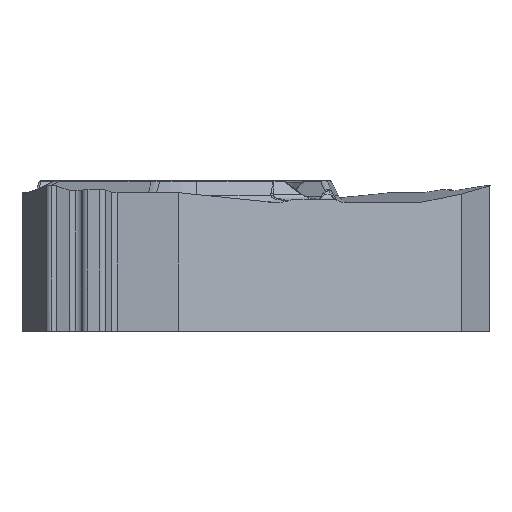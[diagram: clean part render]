
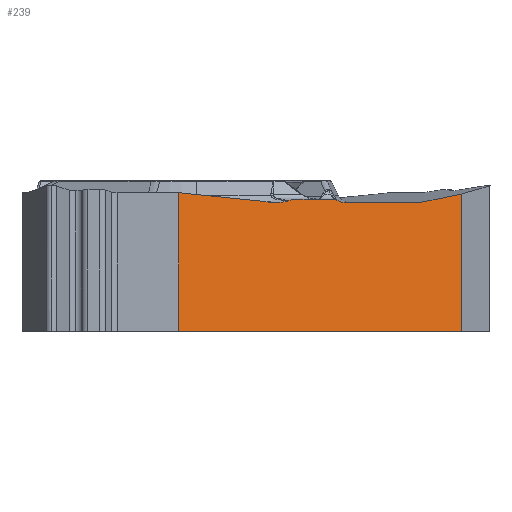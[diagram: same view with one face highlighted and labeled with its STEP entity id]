
A CAD part, front view. The second image highlights one B-rep face of the part: STEP entity #239.
In plain terms, the highlighted planar face has unit normal (0.5, -0.866, 0).
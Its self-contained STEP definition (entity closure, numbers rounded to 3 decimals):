
#239=ADVANCED_FACE('',(#523),#470,.F.);
#470=PLANE('',#3857);
#523=FACE_OUTER_BOUND('',#748,.T.);
#748=EDGE_LOOP('',(#1226,#1227,#1228,#1229,#1230,#1231,#1232,#1233,#1234,
#1235,#1236,#1237,#1238,#1239));
#991=ELLIPSE('',#3853,0.377,0.32);
#992=ELLIPSE('',#3854,0.177,0.15);
#993=ELLIPSE('',#3855,0.3,0.15);
#994=ELLIPSE('',#3856,0.64,0.32);
#1060=CIRCLE('',#3852,0.32);
#1226=ORIENTED_EDGE('',*,*,#2690,.T.);
#1227=ORIENTED_EDGE('',*,*,#2691,.T.);
#1228=ORIENTED_EDGE('',*,*,#2692,.T.);
#1229=ORIENTED_EDGE('',*,*,#2693,.F.);
#1230=ORIENTED_EDGE('',*,*,#2694,.T.);
#1231=ORIENTED_EDGE('',*,*,#2695,.T.);
#1232=ORIENTED_EDGE('',*,*,#2696,.T.);
#1233=ORIENTED_EDGE('',*,*,#2697,.F.);
#1234=ORIENTED_EDGE('',*,*,#2698,.F.);
#1235=ORIENTED_EDGE('',*,*,#2699,.F.);
#1236=ORIENTED_EDGE('',*,*,#2700,.F.);
#1237=ORIENTED_EDGE('',*,*,#2701,.T.);
#1238=ORIENTED_EDGE('',*,*,#2702,.T.);
#1239=ORIENTED_EDGE('',*,*,#2703,.F.);
#2352=VERTEX_POINT('',#5548);
#2353=VERTEX_POINT('',#5549);
#2354=VERTEX_POINT('',#5551);
#2355=VERTEX_POINT('',#5553);
#2356=VERTEX_POINT('',#5555);
#2357=VERTEX_POINT('',#5557);
#2358=VERTEX_POINT('',#5559);
#2359=VERTEX_POINT('',#5561);
#2360=VERTEX_POINT('',#5563);
#2361=VERTEX_POINT('',#5565);
#2362=VERTEX_POINT('',#5567);
#2363=VERTEX_POINT('',#5575);
#2364=VERTEX_POINT('',#5577);
#2365=VERTEX_POINT('',#5579);
#2690=EDGE_CURVE('',#2352,#2353,#3241,.T.);
#2691=EDGE_CURVE('',#2353,#2354,#3242,.T.);
#2692=EDGE_CURVE('',#2354,#2355,#3243,.T.);
#2693=EDGE_CURVE('',#2356,#2355,#3244,.T.);
#2694=EDGE_CURVE('',#2356,#2357,#1060,.T.);
#2695=EDGE_CURVE('',#2357,#2358,#3245,.T.);
#2696=EDGE_CURVE('',#2358,#2359,#991,.T.);
#2697=EDGE_CURVE('',#2360,#2359,#992,.T.);
#2698=EDGE_CURVE('',#2361,#2360,#3246,.T.);
#2699=EDGE_CURVE('',#2362,#2361,#993,.T.);
#2700=EDGE_CURVE('',#2363,#2362,#3691,.T.);
#2701=EDGE_CURVE('',#2363,#2364,#3247,.T.);
#2702=EDGE_CURVE('',#2364,#2365,#994,.T.);
#2703=EDGE_CURVE('',#2352,#2365,#3248,.T.);
#3241=LINE('',#5547,#3466);
#3242=LINE('',#5550,#3467);
#3243=LINE('',#5552,#3468);
#3244=LINE('',#5554,#3469);
#3245=LINE('',#5558,#3470);
#3246=LINE('',#5564,#3471);
#3247=LINE('',#5576,#3472);
#3248=LINE('',#5580,#3473);
#3466=VECTOR('',#4245,1.);
#3467=VECTOR('',#4246,1.);
#3468=VECTOR('',#4247,1.);
#3469=VECTOR('',#4248,1.);
#3470=VECTOR('',#4251,1.);
#3471=VECTOR('',#4256,1.);
#3472=VECTOR('',#4259,1.);
#3473=VECTOR('',#4262,1.);
#3691=B_SPLINE_CURVE_WITH_KNOTS('',3,(#5568,#5569,#5570,#5571,#5572,#5573,
#5574),.UNSPECIFIED.,.F.,.F.,(4,3,4),(0.,0.497,1.),
 .UNSPECIFIED.);
#3852=AXIS2_PLACEMENT_3D('',#5556,#4249,#4250);
#3853=AXIS2_PLACEMENT_3D('',#5560,#4252,#4253);
#3854=AXIS2_PLACEMENT_3D('',#5562,#4254,#4255);
#3855=AXIS2_PLACEMENT_3D('',#5566,#4257,#4258);
#3856=AXIS2_PLACEMENT_3D('',#5578,#4260,#4261);
#3857=AXIS2_PLACEMENT_3D('',#5581,#4263,#4264);
#4245=DIRECTION('',(0.,0.,-1.));
#4246=DIRECTION('',(0.866,0.5,0.));
#4247=DIRECTION('',(0.,0.,1.));
#4248=DIRECTION('',(0.853,0.492,0.174));
#4249=DIRECTION('',(-0.5,0.866,0.));
#4250=DIRECTION('',(-0.866,-0.5,0.));
#4251=DIRECTION('',(-0.866,-0.5,0.));
#4252=DIRECTION('',(-0.5,0.866,0.));
#4253=DIRECTION('',(-0.866,-0.5,0.));
#4254=DIRECTION('',(-0.5,0.866,0.));
#4255=DIRECTION('',(-0.866,-0.5,0.));
#4256=DIRECTION('',(0.866,0.5,0.));
#4257=DIRECTION('',(-0.5,0.866,0.));
#4258=DIRECTION('',(0.866,0.5,0.));
#4259=DIRECTION('',(-0.866,-0.5,0.));
#4260=DIRECTION('',(-0.5,0.866,0.));
#4261=DIRECTION('',(-0.866,-0.5,0.));
#4262=DIRECTION('',(0.863,0.498,-0.088));
#4263=DIRECTION('',(-0.5,0.866,0.));
#4264=DIRECTION('',(-0.866,-0.5,0.));
#5547=CARTESIAN_POINT('',(-0.498,-5.787,0.));
#5548=CARTESIAN_POINT('',(-0.498,-5.787,-0.196));
#5549=CARTESIAN_POINT('',(-0.498,-5.787,-3.97));
#5550=CARTESIAN_POINT('',(8.733,-0.457,-3.97));
#5551=CARTESIAN_POINT('',(7.208,-1.338,-3.97));
#5552=CARTESIAN_POINT('',(7.208,-1.338,0.));
#5553=CARTESIAN_POINT('',(7.208,-1.338,-0.234));
#5554=CARTESIAN_POINT('',(-3.599,-7.577,-2.434));
#5555=CARTESIAN_POINT('',(6.121,-1.965,-0.455));
#5556=CARTESIAN_POINT('',(6.073,-1.993,-0.14));
#5557=CARTESIAN_POINT('',(6.073,-1.993,-0.46));
#5558=CARTESIAN_POINT('',(-3.971,-7.792,-0.46));
#5559=CARTESIAN_POINT('',(4.005,-3.187,-0.46));
#5560=CARTESIAN_POINT('',(4.005,-3.187,-0.14));
#5561=CARTESIAN_POINT('',(3.813,-3.298,-0.399));
#5562=CARTESIAN_POINT('',(3.723,-3.35,-0.52));
#5563=CARTESIAN_POINT('',(3.723,-3.35,-0.37));
#5564=CARTESIAN_POINT('',(-3.971,-7.792,-0.37));
#5565=CARTESIAN_POINT('',(2.693,-3.945,-0.37));
#5566=CARTESIAN_POINT('',(2.693,-3.945,-0.52));
#5567=CARTESIAN_POINT('',(2.538,-4.034,-0.4));
#5568=CARTESIAN_POINT('',(2.222,-4.216,-0.46));
#5569=CARTESIAN_POINT('',(2.275,-4.186,-0.46));
#5570=CARTESIAN_POINT('',(2.329,-4.155,-0.455));
#5571=CARTESIAN_POINT('',(2.381,-4.124,-0.446));
#5572=CARTESIAN_POINT('',(2.435,-4.094,-0.436));
#5573=CARTESIAN_POINT('',(2.487,-4.063,-0.421));
#5574=CARTESIAN_POINT('',(2.538,-4.034,-0.4));
#5575=CARTESIAN_POINT('',(2.222,-4.216,-0.46));
#5576=CARTESIAN_POINT('',(8.733,-0.457,-0.46));
#5577=CARTESIAN_POINT('',(2.141,-4.263,-0.46));
#5578=CARTESIAN_POINT('',(2.141,-4.263,-0.14));
#5579=CARTESIAN_POINT('',(2.045,-4.319,-0.455));
#5580=CARTESIAN_POINT('',(8.647,-0.507,-1.127));
#5581=CARTESIAN_POINT('',(8.733,-0.457,0.));
